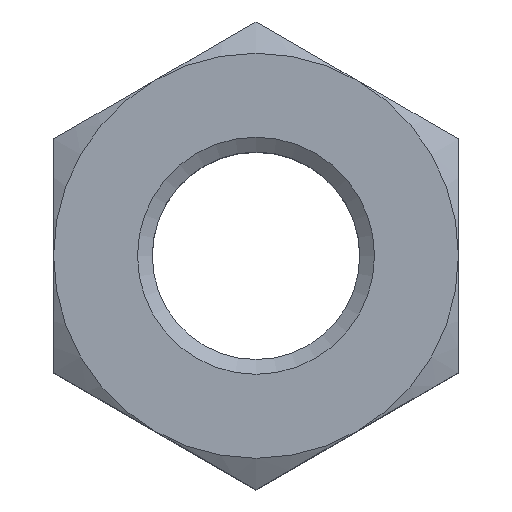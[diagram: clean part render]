
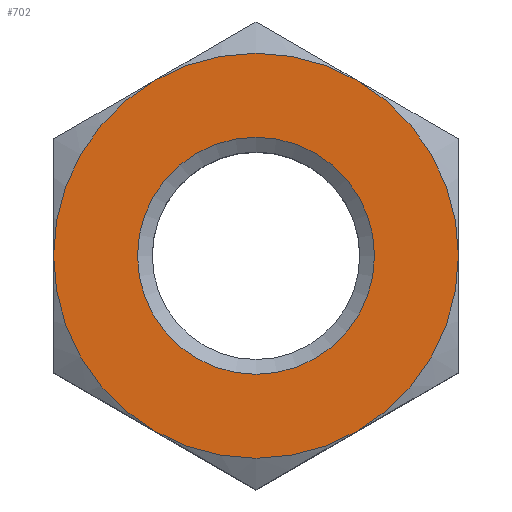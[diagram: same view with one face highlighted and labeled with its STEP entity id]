
A CAD part, top view. The second image highlights one B-rep face of the part: STEP entity #702.
In plain terms, the highlighted planar face has unit normal (0, 0, 1).
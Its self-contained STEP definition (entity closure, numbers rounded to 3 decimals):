
#3 = VERTEX_POINT ( 'NONE', #200 ) ;
#32 = DIRECTION ( 'NONE',  ( 1., 0., 0. ) ) ;
#35 = CARTESIAN_POINT ( 'NONE',  ( 0., 0., 0. ) ) ;
#38 = EDGE_CURVE ( 'NONE', #3, #268, #346, .T. ) ;
#53 = EDGE_LOOP ( 'NONE', ( #478, #178, #215, #652, #676, #168 ) ) ;
#73 = DIRECTION ( 'NONE',  ( 0., 0., 1. ) ) ;
#97 = VERTEX_POINT ( 'NONE', #667 ) ;
#101 = FACE_OUTER_BOUND ( 'NONE', #53, .T. ) ;
#103 = DIRECTION ( 'NONE',  ( 1., 0., 0. ) ) ;
#116 = DIRECTION ( 'NONE',  ( 0., 0., 1. ) ) ;
#121 = CIRCLE ( 'NONE', #287, 20.5 ) ;
#127 = CARTESIAN_POINT ( 'NONE',  ( -20.5, 0., 0. ) ) ;
#129 = CARTESIAN_POINT ( 'NONE',  ( 10.25, -17.754, 0. ) ) ;
#136 = CARTESIAN_POINT ( 'NONE',  ( -10.25, 17.754, 0. ) ) ;
#156 = CARTESIAN_POINT ( 'NONE',  ( -41., 0., 0. ) ) ;
#168 = ORIENTED_EDGE ( 'NONE', *, *, #575, .F. ) ;
#170 = DIRECTION ( 'NONE',  ( 1., 0., 0. ) ) ;
#178 = ORIENTED_EDGE ( 'NONE', *, *, #620, .T. ) ;
#186 = CIRCLE ( 'NONE', #668, 20.5 ) ;
#200 = CARTESIAN_POINT ( 'NONE',  ( 20.5, 0., 0. ) ) ;
#203 = DIRECTION ( 'NONE',  ( 0., 0., -1. ) ) ;
#208 = CARTESIAN_POINT ( 'NONE',  ( 12., 0., 0. ) ) ;
#215 = ORIENTED_EDGE ( 'NONE', *, *, #247, .F. ) ;
#219 = AXIS2_PLACEMENT_3D ( 'NONE', #35, #653, #480 ) ;
#247 = EDGE_CURVE ( 'NONE', #570, #718, #121, .T. ) ;
#249 = AXIS2_PLACEMENT_3D ( 'NONE', #156, #116, #170 ) ;
#262 = DIRECTION ( 'NONE',  ( 1., 0., 0. ) ) ;
#267 = FACE_BOUND ( 'NONE', #368, .T. ) ;
#268 = VERTEX_POINT ( 'NONE', #129 ) ;
#280 = PLANE ( 'NONE',  #249 ) ;
#287 = AXIS2_PLACEMENT_3D ( 'NONE', #469, #355, #310 ) ;
#303 = CARTESIAN_POINT ( 'NONE',  ( 0., 0., 0. ) ) ;
#310 = DIRECTION ( 'NONE',  ( 1., 0., 0. ) ) ;
#328 = CIRCLE ( 'NONE', #508, 12. ) ;
#346 = CIRCLE ( 'NONE', #485, 20.5 ) ;
#355 = DIRECTION ( 'NONE',  ( 0., 0., -1. ) ) ;
#365 = DIRECTION ( 'NONE',  ( 0., 0., -1. ) ) ;
#368 = EDGE_LOOP ( 'NONE', ( #539 ) ) ;
#371 = DIRECTION ( 'NONE',  ( 0., 0., 1. ) ) ;
#376 = CARTESIAN_POINT ( 'NONE',  ( 0., 0., 0. ) ) ;
#382 = VERTEX_POINT ( 'NONE', #127 ) ;
#422 = DIRECTION ( 'NONE',  ( 0., 0., -1. ) ) ;
#443 = CIRCLE ( 'NONE', #525, 20.5 ) ;
#445 = AXIS2_PLACEMENT_3D ( 'NONE', #637, #203, #262 ) ;
#463 = CARTESIAN_POINT ( 'NONE',  ( 0., 0., 0. ) ) ;
#469 = CARTESIAN_POINT ( 'NONE',  ( 0., 0., 0. ) ) ;
#477 = EDGE_CURVE ( 'NONE', #97, #382, #605, .T. ) ;
#478 = ORIENTED_EDGE ( 'NONE', *, *, #38, .F. ) ;
#480 = DIRECTION ( 'NONE',  ( 1., 0., 0. ) ) ;
#485 = AXIS2_PLACEMENT_3D ( 'NONE', #641, #422, #103 ) ;
#497 = CARTESIAN_POINT ( 'NONE',  ( 10.25, 17.754, 0. ) ) ;
#508 = AXIS2_PLACEMENT_3D ( 'NONE', #463, #371, #516 ) ;
#516 = DIRECTION ( 'NONE',  ( 1., 0., 0. ) ) ;
#525 = AXIS2_PLACEMENT_3D ( 'NONE', #303, #73, #32 ) ;
#539 = ORIENTED_EDGE ( 'NONE', *, *, #585, .F. ) ;
#567 = CIRCLE ( 'NONE', #445, 20.5 ) ;
#570 = VERTEX_POINT ( 'NONE', #136 ) ;
#575 = EDGE_CURVE ( 'NONE', #268, #97, #186, .T. ) ;
#585 = EDGE_CURVE ( 'NONE', #671, #671, #328, .T. ) ;
#605 = CIRCLE ( 'NONE', #219, 20.5 ) ;
#620 = EDGE_CURVE ( 'NONE', #3, #718, #443, .T. ) ;
#633 = EDGE_CURVE ( 'NONE', #382, #570, #567, .T. ) ;
#637 = CARTESIAN_POINT ( 'NONE',  ( 0., 0., 0. ) ) ;
#641 = CARTESIAN_POINT ( 'NONE',  ( 0., 0., 0. ) ) ;
#645 = DIRECTION ( 'NONE',  ( 1., 0., 0. ) ) ;
#652 = ORIENTED_EDGE ( 'NONE', *, *, #633, .F. ) ;
#653 = DIRECTION ( 'NONE',  ( 0., 0., -1. ) ) ;
#667 = CARTESIAN_POINT ( 'NONE',  ( -10.25, -17.754, 0. ) ) ;
#668 = AXIS2_PLACEMENT_3D ( 'NONE', #376, #365, #645 ) ;
#671 = VERTEX_POINT ( 'NONE', #208 ) ;
#676 = ORIENTED_EDGE ( 'NONE', *, *, #477, .F. ) ;
#702 = ADVANCED_FACE ( 'NONE', ( #267, #101 ), #280, .T. ) ;
#718 = VERTEX_POINT ( 'NONE', #497 ) ;
